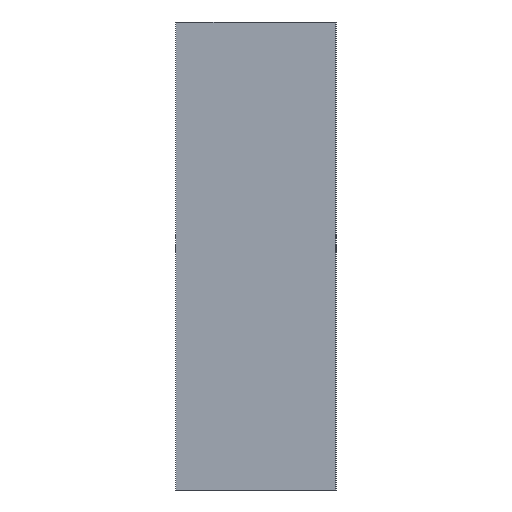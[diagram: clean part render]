
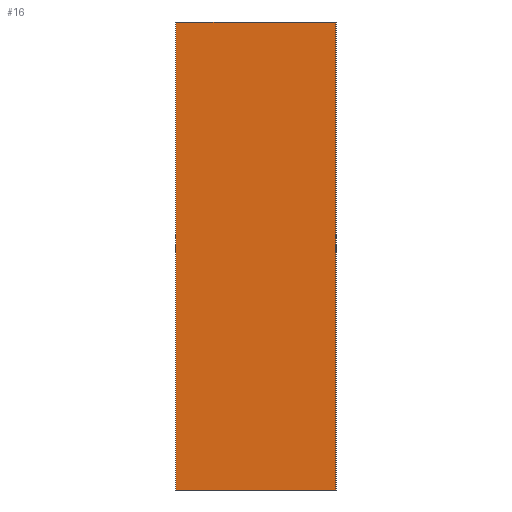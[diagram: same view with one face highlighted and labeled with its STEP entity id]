
A CAD part, front view. The second image highlights one B-rep face of the part: STEP entity #16.
In plain terms, the highlighted planar face has unit normal (0, -1, 0).
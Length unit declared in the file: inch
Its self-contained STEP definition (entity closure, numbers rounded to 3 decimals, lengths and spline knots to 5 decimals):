
#16=ADVANCED_FACE('',(#27),#180,.T.);
#27=FACE_OUTER_BOUND('',#38,.T.);
#38=EDGE_LOOP('',(#55,#56,#57,#58));
#55=ORIENTED_EDGE('',*,*,#108,.T.);
#56=ORIENTED_EDGE('',*,*,#109,.T.);
#57=ORIENTED_EDGE('',*,*,#110,.F.);
#58=ORIENTED_EDGE('',*,*,#106,.F.);
#106=EDGE_CURVE('',#165,#166,#129,.T.);
#108=EDGE_CURVE('',#165,#167,#131,.T.);
#109=EDGE_CURVE('',#167,#168,#132,.T.);
#110=EDGE_CURVE('',#166,#168,#133,.T.);
#129=B_SPLINE_CURVE_WITH_KNOTS('',1,(#368,#369),.UNSPECIFIED.,.F.,.F.,(2,
2),(0.,1.5),.UNSPECIFIED.);
#131=B_SPLINE_CURVE_WITH_KNOTS('',1,(#372,#373),.UNSPECIFIED.,.F.,.F.,(2,
2),(-248.55209,-223.97275),.UNSPECIFIED.);
#132=B_SPLINE_CURVE_WITH_KNOTS('',1,(#374,#375),.UNSPECIFIED.,.F.,.F.,(2,
2),(0.,1.5),.UNSPECIFIED.);
#133=B_SPLINE_CURVE_WITH_KNOTS('',1,(#376,#377),.UNSPECIFIED.,.F.,.F.,(2,
2),(-248.55209,-223.97275),.UNSPECIFIED.);
#165=VERTEX_POINT('',#342);
#166=VERTEX_POINT('',#343);
#167=VERTEX_POINT('',#344);
#168=VERTEX_POINT('',#345);
#180=PLANE('',#283);
#283=AXIS2_PLACEMENT_3D('',#329,#303,$);
#303=DIRECTION('',(0.,-1.,0.));
#329=CARTESIAN_POINT('',(0.,0.,0.));
#342=CARTESIAN_POINT('',(0.,0.,0.));
#343=CARTESIAN_POINT('',(0.,0.,1.5));
#344=CARTESIAN_POINT('',(0.51194,0.,0.));
#345=CARTESIAN_POINT('',(0.51194,0.,1.5));
#368=CARTESIAN_POINT('',(0.,0.,0.));
#369=CARTESIAN_POINT('',(0.,0.,1.5));
#372=CARTESIAN_POINT('',(0.,0.,0.));
#373=CARTESIAN_POINT('',(0.51194,0.,0.));
#374=CARTESIAN_POINT('',(0.51194,0.,0.));
#375=CARTESIAN_POINT('',(0.51194,0.,1.5));
#376=CARTESIAN_POINT('',(0.,0.,1.5));
#377=CARTESIAN_POINT('',(0.51194,0.,1.5));
